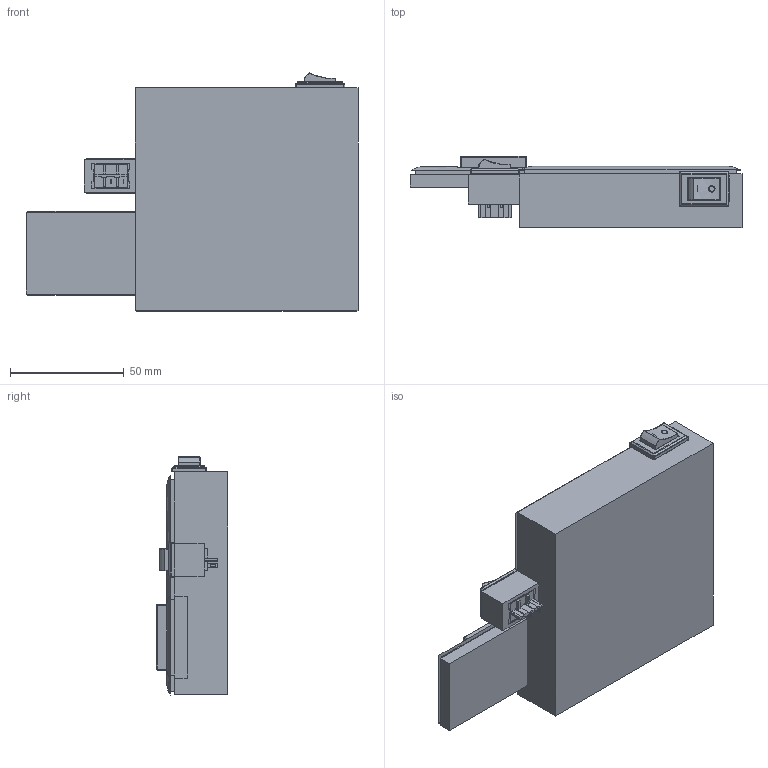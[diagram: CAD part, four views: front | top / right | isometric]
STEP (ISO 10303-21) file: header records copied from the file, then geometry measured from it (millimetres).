
FILE_DESCRIPTION(('FreeCAD Model'),'2;1');
FILE_NAME('Open CASCADE Shape Model','2025-05-03T08:40:45',('FreeCAD'),( 'FreeCAD'),'Open CASCADE STEP processor 7.6','FreeCAD','Unknown');
FILE_SCHEMA(('AUTOMOTIVE_DESIGN { 1 0 10303 214 1 1 1 1 }'));
Products named in the file (1): Open CASCADE STEP translator 7.6 1
Bounding box: 146.04 x 31.48 x 104.69 mm (x, y, z)
Volume: 87096.5 mm3; surface area: 100308.8 mm2
Topology: 277 solids, 305 shells, 6612 faces, 15974 edges, 10066 vertices
Faces by surface type: bspline 6612
Entity records: 181306 total; most frequent: CARTESIAN_POINT 84581, ORIENTED_EDGE 31361, EDGE_CURVE 15954, B_SPLINE_CURVE_WITH_KNOTS 13321, VERTEX_POINT 10066, FACE_BOUND 6953, EDGE_LOOP 6953, ADVANCED_FACE 6612
